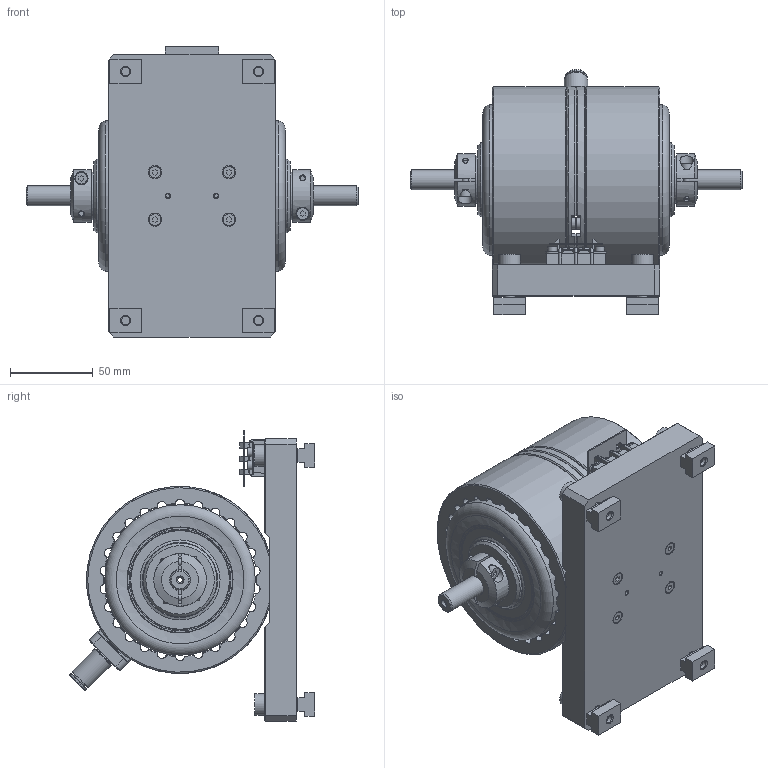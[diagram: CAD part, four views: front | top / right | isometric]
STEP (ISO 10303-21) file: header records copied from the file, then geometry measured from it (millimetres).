
FILE_DESCRIPTION (( 'STEP AP214' ), '1' );
FILE_NAME ('AHB-3.3_EF.STEP', '2018-09-07T18:33:37', ( '' ), ( '' ), 'SwSTEP 2.0', 'SolidWorks 2018', '' );
FILE_SCHEMA (( 'AUTOMOTIVE_DESIGN' ));
Length unit declared in the file: inch
Products named in the file (1): AHB-3.3_EF
Bounding box: 200 x 147.63 x 174.74 mm (x, y, z)
Surface area: 156553.6 mm2 (no closed solid volume)
Topology: 0 solids, 73 shells, 659 faces, 2361 edges, 1761 vertices
Faces by surface type: plane 363, cylinder 175, cone 92, bspline 16, torus 13
Full cylindrical faces by diameter (mm): 2.5 x2, 2.778 x2, 3.3 x4, 4 x6, 4.496 x4, 5 x4, 5.5 x4, 5.512 x4, 6 x4, 7 x6, 7.01 x8, 7.239 x2, 8 x5, 8.3 x4, 9 x1, 11.992 x2, 13 x4, 13.5 x1, 14 x1, 28.575 x2, 31.75 x2, 44.45 x2, 90.691 x2
Entity records: 35153 total; most frequent: CARTESIAN_POINT 7597, DIRECTION 3733, ORIENTED_EDGE 3356, EDGE_CURVE 2232, VERTEX_POINT 1745, AXIS2_PLACEMENT_3D 1297, LINE 1139, VECTOR 1139
